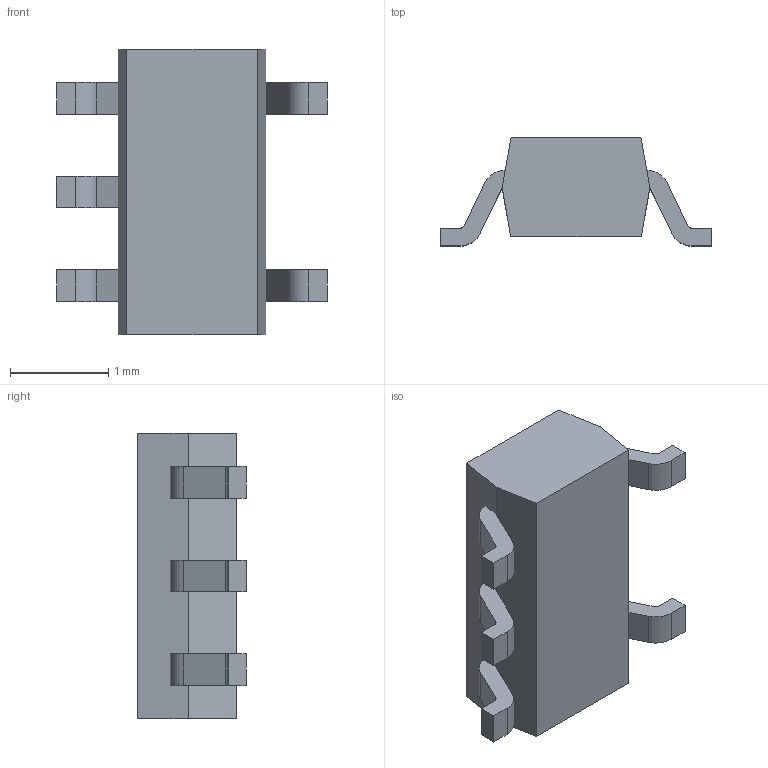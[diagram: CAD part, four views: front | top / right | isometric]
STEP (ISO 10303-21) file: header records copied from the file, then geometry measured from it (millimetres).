
FILE_DESCRIPTION (( 'STEP AP214' ), '1' );
FILE_NAME ('SOT753.STEP', '2020-09-15T05:14:52', ( '' ), ( '' ), 'SwSTEP 2.0', 'SolidWorks 2017', '' );
FILE_SCHEMA (( 'AUTOMOTIVE_DESIGN' ));
Length unit declared in the file: millimetre
Products named in the file (1): SOT753
Bounding box: 2.75 x 1.1 x 2.9 mm (x, y, z)
Volume: 4.4 mm3; surface area: 21.9 mm2
Topology: 6 solids, 6 shells, 63 faces, 153 edges, 102 vertices
Faces by surface type: plane 48, cylinder 15
Entity records: 1916 total; most frequent: CARTESIAN_POINT 319, DIRECTION 311, ORIENTED_EDGE 306, EDGE_CURVE 153, VECTOR 123, LINE 123, VERTEX_POINT 102, AXIS2_PLACEMENT_3D 94
